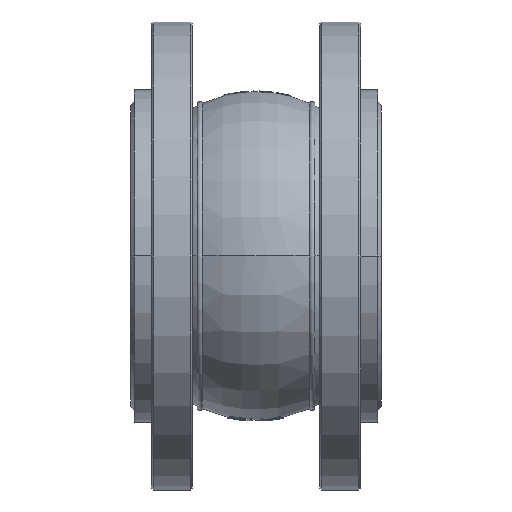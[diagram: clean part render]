
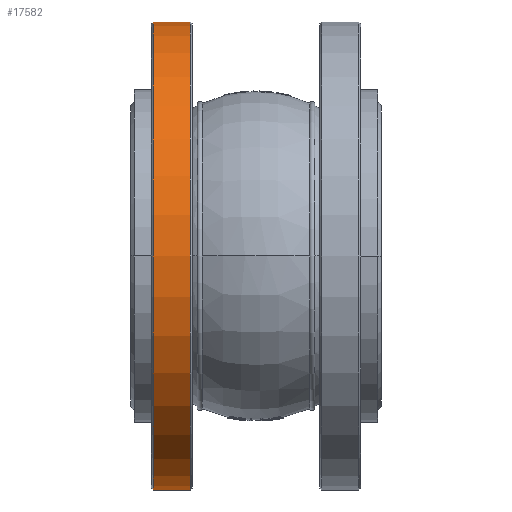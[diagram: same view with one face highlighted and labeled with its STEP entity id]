
A CAD part, front view. The second image highlights one B-rep face of the part: STEP entity #17582.
In plain terms, the highlighted cylindrical face has radius 125 mm (diameter 250 mm), a partial arc.
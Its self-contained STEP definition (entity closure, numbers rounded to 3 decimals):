
#895 = CARTESIAN_POINT ( 'NONE',  ( -35., 0., -125. ) ) ;
#2891 = CYLINDRICAL_SURFACE ( 'NONE', #39606, 125. ) ;
#3619 = CARTESIAN_POINT ( 'NONE',  ( -35., 0., 0. ) ) ;
#4168 = DIRECTION ( 'NONE',  ( 0., 0., 1. ) ) ;
#5083 = EDGE_LOOP ( 'NONE', ( #31086, #20288, #34184, #11144 ) ) ;
#5398 = EDGE_CURVE ( 'NONE', #20680, #39279, #15875, .T. ) ;
#6393 = DIRECTION ( 'NONE',  ( 0., 0., -1. ) ) ;
#9599 = DIRECTION ( 'NONE',  ( -1., 0., 0. ) ) ;
#10130 = FACE_OUTER_BOUND ( 'NONE', #5083, .T. ) ;
#11122 = VECTOR ( 'NONE', #16203, 1000. ) ;
#11144 = ORIENTED_EDGE ( 'NONE', *, *, #28836, .T. ) ;
#12170 = LINE ( 'NONE', #12377, #11122 ) ;
#12377 = CARTESIAN_POINT ( 'NONE',  ( -34., 0., -125. ) ) ;
#12579 = VERTEX_POINT ( 'NONE', #16695 ) ;
#14685 = CARTESIAN_POINT ( 'NONE',  ( -55., 0., 125. ) ) ;
#15875 = CIRCLE ( 'NONE', #39100, 125. ) ;
#16203 = DIRECTION ( 'NONE',  ( -1., 0., 0. ) ) ;
#16695 = CARTESIAN_POINT ( 'NONE',  ( -55., 0., -125. ) ) ;
#17310 = CARTESIAN_POINT ( 'NONE',  ( -34., 0., 125. ) ) ;
#17582 = ADVANCED_FACE ( 'NONE', ( #10130 ), #2891, .T. ) ;
#19519 = DIRECTION ( 'NONE',  ( 0., 0., 1. ) ) ;
#20288 = ORIENTED_EDGE ( 'NONE', *, *, #5398, .T. ) ;
#20487 = DIRECTION ( 'NONE',  ( -1., 0., 0. ) ) ;
#20680 = VERTEX_POINT ( 'NONE', #895 ) ;
#20905 = LINE ( 'NONE', #17310, #39954 ) ;
#26599 = DIRECTION ( 'NONE',  ( 1., 0., 0. ) ) ;
#28836 = EDGE_CURVE ( 'NONE', #37572, #12579, #37185, .T. ) ;
#30224 = EDGE_CURVE ( 'NONE', #39279, #37572, #20905, .T. ) ;
#31086 = ORIENTED_EDGE ( 'NONE', *, *, #38986, .F. ) ;
#33792 = AXIS2_PLACEMENT_3D ( 'NONE', #36034, #26599, #4168 ) ;
#34184 = ORIENTED_EDGE ( 'NONE', *, *, #30224, .T. ) ;
#35593 = DIRECTION ( 'NONE',  ( -1., 0., 0. ) ) ;
#36034 = CARTESIAN_POINT ( 'NONE',  ( -55., 0., 0. ) ) ;
#37185 = CIRCLE ( 'NONE', #33792, 125. ) ;
#37572 = VERTEX_POINT ( 'NONE', #14685 ) ;
#37577 = CARTESIAN_POINT ( 'NONE',  ( -35., 0., 125. ) ) ;
#38804 = CARTESIAN_POINT ( 'NONE',  ( -34., 0., 0. ) ) ;
#38986 = EDGE_CURVE ( 'NONE', #20680, #12579, #12170, .T. ) ;
#39100 = AXIS2_PLACEMENT_3D ( 'NONE', #3619, #9599, #6393 ) ;
#39279 = VERTEX_POINT ( 'NONE', #37577 ) ;
#39606 = AXIS2_PLACEMENT_3D ( 'NONE', #38804, #35593, #19519 ) ;
#39954 = VECTOR ( 'NONE', #20487, 1000. ) ;
